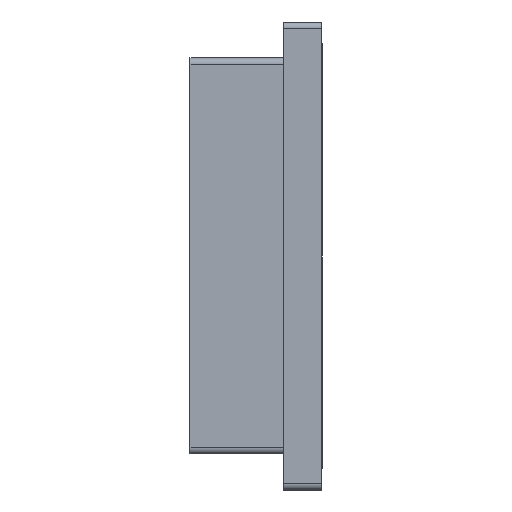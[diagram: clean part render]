
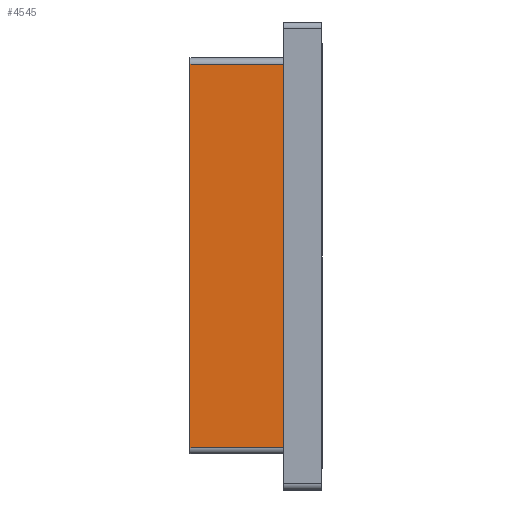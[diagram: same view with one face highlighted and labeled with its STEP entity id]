
A CAD part, left-side view. The second image highlights one B-rep face of the part: STEP entity #4545.
In plain terms, the highlighted planar face has unit normal (-1, 0, 0).
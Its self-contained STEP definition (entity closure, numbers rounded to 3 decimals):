
#385 = CARTESIAN_POINT ( 'NONE',  ( 3., 3.175, 3.54 ) ) ;
#616 = VECTOR ( 'NONE', #3764, 1000. ) ;
#791 = EDGE_CURVE ( 'NONE', #2507, #5998, #4735, .T. ) ;
#805 = LINE ( 'NONE', #1284, #4716 ) ;
#842 = DIRECTION ( 'NONE',  ( 0., 0., 1. ) ) ;
#1213 = CARTESIAN_POINT ( 'NONE',  ( 3., 11., 0. ) ) ;
#1230 = ORIENTED_EDGE ( 'NONE', *, *, #1842, .T. ) ;
#1284 = CARTESIAN_POINT ( 'NONE',  ( 3., 3.175, 0. ) ) ;
#1704 = VERTEX_POINT ( 'NONE', #6359 ) ;
#1817 = EDGE_CURVE ( 'NONE', #1704, #2507, #805, .T. ) ;
#1827 = FACE_OUTER_BOUND ( 'NONE', #5647, .T. ) ;
#1842 = EDGE_CURVE ( 'NONE', #4450, #1704, #5510, .T. ) ;
#2234 = ORIENTED_EDGE ( 'NONE', *, *, #1817, .T. ) ;
#2432 = CARTESIAN_POINT ( 'NONE',  ( 3., 11., 0. ) ) ;
#2507 = VERTEX_POINT ( 'NONE', #3521 ) ;
#3412 = DIRECTION ( 'NONE',  ( 0., 0., -1. ) ) ;
#3521 = CARTESIAN_POINT ( 'NONE',  ( 3., 3.175, 35.46 ) ) ;
#3764 = DIRECTION ( 'NONE',  ( 0., 1., 0. ) ) ;
#3777 = ORIENTED_EDGE ( 'NONE', *, *, #4196, .F. ) ;
#3969 = DIRECTION ( 'NONE',  ( 0., -1., 0. ) ) ;
#4172 = VECTOR ( 'NONE', #842, 1000. ) ;
#4196 = EDGE_CURVE ( 'NONE', #4450, #5998, #5585, .T. ) ;
#4288 = AXIS2_PLACEMENT_3D ( 'NONE', #1213, #6020, #3412 ) ;
#4450 = VERTEX_POINT ( 'NONE', #4885 ) ;
#4498 = ORIENTED_EDGE ( 'NONE', *, *, #791, .T. ) ;
#4545 = ADVANCED_FACE ( 'NONE', ( #1827 ), #4990, .F. ) ;
#4716 = VECTOR ( 'NONE', #6630, 1000. ) ;
#4735 = LINE ( 'NONE', #5863, #616 ) ;
#4885 = CARTESIAN_POINT ( 'NONE',  ( 3., 11., 3.54 ) ) ;
#4990 = PLANE ( 'NONE',  #4288 ) ;
#5510 = LINE ( 'NONE', #385, #6030 ) ;
#5585 = LINE ( 'NONE', #2432, #4172 ) ;
#5647 = EDGE_LOOP ( 'NONE', ( #3777, #1230, #2234, #4498 ) ) ;
#5863 = CARTESIAN_POINT ( 'NONE',  ( 3., 11., 35.46 ) ) ;
#5998 = VERTEX_POINT ( 'NONE', #6262 ) ;
#6020 = DIRECTION ( 'NONE',  ( 1., 0., 0. ) ) ;
#6030 = VECTOR ( 'NONE', #3969, 1000. ) ;
#6262 = CARTESIAN_POINT ( 'NONE',  ( 3., 11., 35.46 ) ) ;
#6359 = CARTESIAN_POINT ( 'NONE',  ( 3., 3.175, 3.54 ) ) ;
#6630 = DIRECTION ( 'NONE',  ( 0., 0., 1. ) ) ;
